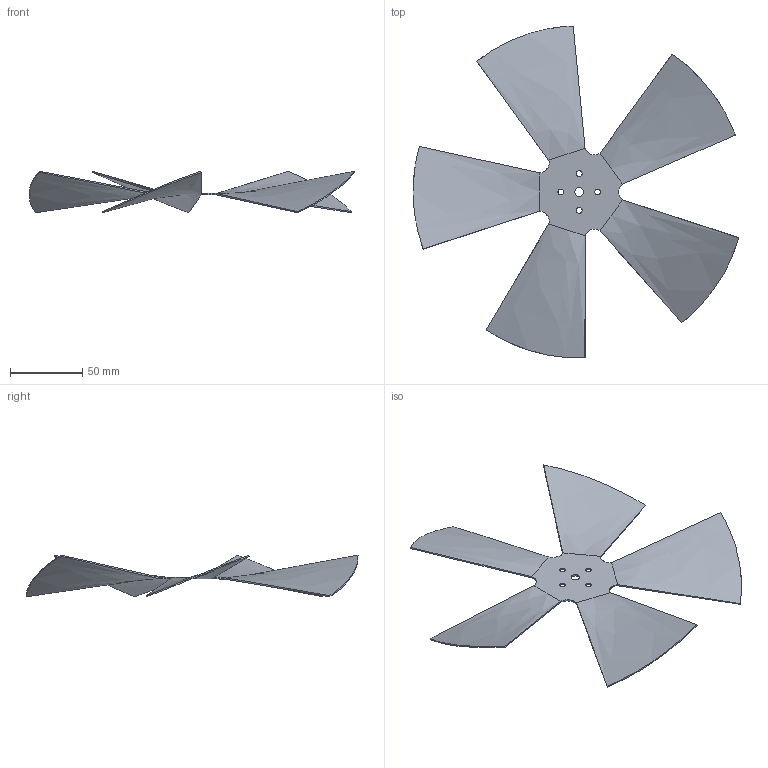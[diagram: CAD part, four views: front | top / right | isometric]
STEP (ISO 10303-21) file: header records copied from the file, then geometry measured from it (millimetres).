
FILE_DESCRIPTION((''),'2;1');
FILE_NAME('118U0600','2020-01-02T',('U371994'),('DANFOSS COMMERCIAL COMPRESSOR'),'CREO PARAMETRIC BY PTC INC, 2015480','CREO PARAMETRIC BY PTC INC, 2015480','');
FILE_SCHEMA(('CONFIG_CONTROL_DESIGN'));
Length unit declared in the file: millimetre
Products named in the file (1): 118U0600
Bounding box: 225.62 x 229.86 x 28.74 mm (x, y, z)
Volume: 21864.6 mm3; surface area: 50758 mm2
Topology: 1 solids, 1 shells, 52 faces, 160 edges, 110 vertices
Faces by surface type: cylinder 30, bspline 20, plane 2
Entity records: 2332 total; most frequent: CARTESIAN_POINT 902, ORIENTED_EDGE 320, DIRECTION 244, EDGE_CURVE 160, VERTEX_POINT 110, AXIS2_PLACEMENT_3D 82, VECTOR 80, LINE 80
